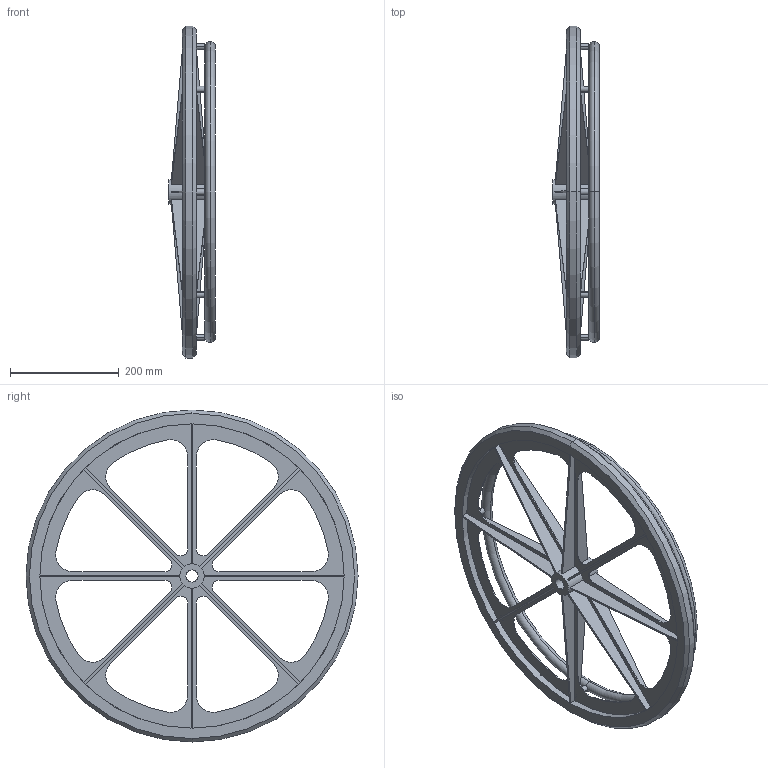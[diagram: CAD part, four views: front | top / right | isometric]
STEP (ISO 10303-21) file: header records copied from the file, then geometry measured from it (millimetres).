
FILE_DESCRIPTION (( 'STEP AP203' ), '1' );
FILE_NAME ('WheelLarge_Default_sldprt.STEP', '2016-03-16T08:09:15', ( '' ), ( '' ), 'SwSTEP 2.0', 'SolidWorks 2014', '' );
FILE_SCHEMA (( 'CONFIG_CONTROL_DESIGN' ));
Length unit declared in the file: inch
Products named in the file (1): WheelLarge_Default_sldprt
Bounding box: 85.72 x 609.6 x 609.6 mm (x, y, z)
Volume: 2091273.6 mm3; surface area: 630952.2 mm2
Topology: 2 solids, 2 shells, 192 faces, 556 edges, 368 vertices
Faces by surface type: plane 116, cylinder 68, cone 4, torus 4
Entity records: 6481 total; most frequent: CARTESIAN_POINT 1285, ORIENTED_EDGE 1112, DIRECTION 1074, EDGE_CURVE 556, AXIS2_PLACEMENT_3D 381, VERTEX_POINT 368, LINE 312, VECTOR 312
